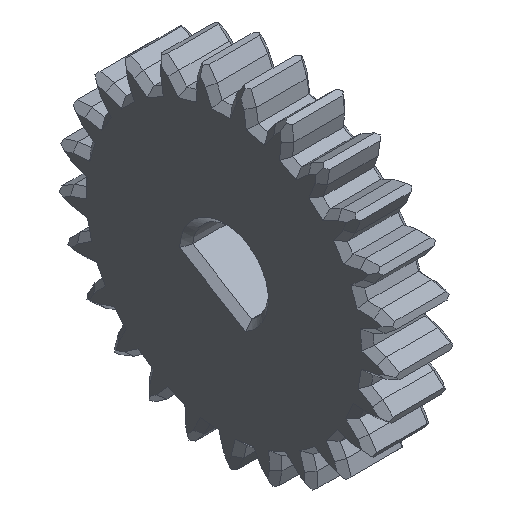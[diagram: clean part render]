
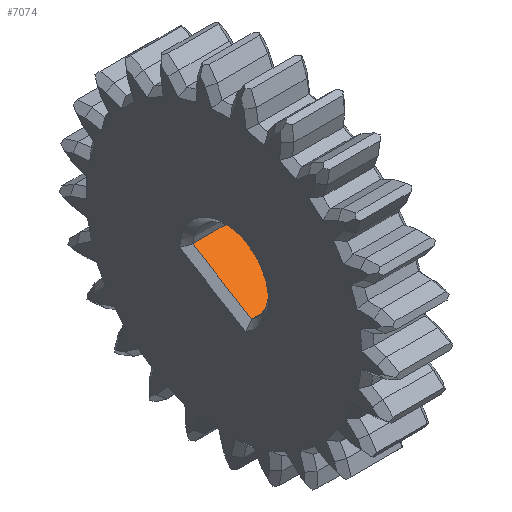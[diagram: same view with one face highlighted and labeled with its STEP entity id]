
A CAD part, isometric view. The second image highlights one B-rep face of the part: STEP entity #7074.
In plain terms, the highlighted face is planar.
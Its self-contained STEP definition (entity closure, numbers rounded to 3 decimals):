
#939=ORIENTED_EDGE('',*,*,#2817,.T.);
#940=ORIENTED_EDGE('',*,*,#2818,.T.);
#941=ORIENTED_EDGE('',*,*,#2819,.F.);
#942=ORIENTED_EDGE('',*,*,#2820,.T.);
#2817=EDGE_CURVE('',#3681,#3682,#4437,.T.);
#2818=EDGE_CURVE('',#3682,#3683,#4438,.T.);
#2819=EDGE_CURVE('',#3684,#3683,#4439,.T.);
#2820=EDGE_CURVE('',#3684,#3681,#4440,.T.);
#3681=VERTEX_POINT('',#11105);
#3682=VERTEX_POINT('',#11106);
#3683=VERTEX_POINT('',#11108);
#3684=VERTEX_POINT('',#11110);
#4437=LINE('',#11104,#5443);
#4438=LINE('',#11107,#5444);
#4439=LINE('',#11109,#5445);
#4440=LINE('',#11111,#5446);
#5443=VECTOR('',#8822,1000.);
#5444=VECTOR('',#8823,1000.);
#5445=VECTOR('',#8824,1000.);
#5446=VECTOR('',#8825,1000.);
#5851=EDGE_LOOP('',(#939,#940,#941,#942));
#6261=FACE_BOUND('',#5851,.T.);
#6669=PLANE('',#7499);
#7074=ADVANCED_FACE('',(#6261),#6669,.T.);
#7499=AXIS2_PLACEMENT_3D('',#11103,#8820,#8821);
#8820=DIRECTION('',(0.,-0.684,0.73));
#8821=DIRECTION('',(1.,0.,0.));
#8822=DIRECTION('',(1.,0.,0.));
#8823=DIRECTION('',(0.,0.73,0.684));
#8824=DIRECTION('',(1.,0.,0.));
#8825=DIRECTION('',(0.,-0.73,-0.684));
#11103=CARTESIAN_POINT('',(-45.016,-51.028,4.338));
#11104=CARTESIAN_POINT('',(-45.016,-53.018,2.473));
#11105=CARTESIAN_POINT('',(-28.,-53.018,2.473));
#11106=CARTESIAN_POINT('',(-24.,-53.018,2.473));
#11107=CARTESIAN_POINT('',(-24.,-49.889,5.406));
#11108=CARTESIAN_POINT('',(-24.,-49.039,6.203));
#11109=CARTESIAN_POINT('',(-45.016,-49.039,6.203));
#11110=CARTESIAN_POINT('',(-28.,-49.039,6.203));
#11111=CARTESIAN_POINT('',(-28.,-51.028,4.338));
